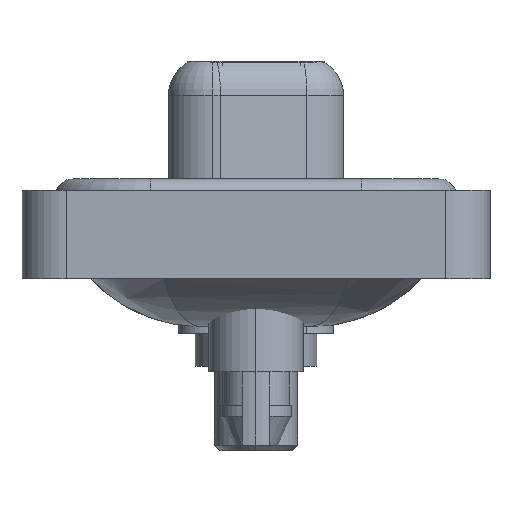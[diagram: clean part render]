
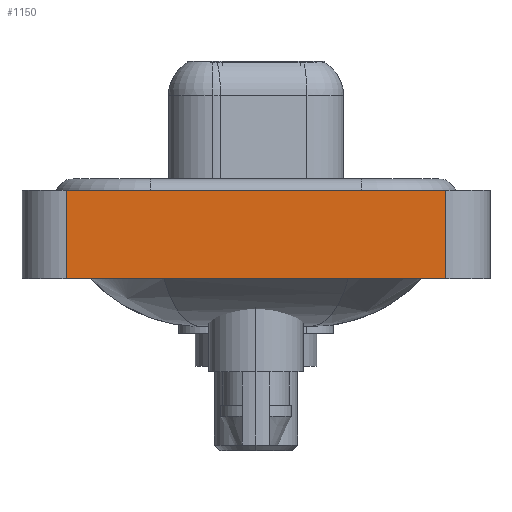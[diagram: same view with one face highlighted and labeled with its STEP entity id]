
A CAD part, left-side view. The second image highlights one B-rep face of the part: STEP entity #1150.
In plain terms, the highlighted planar face has unit normal (-1, 0, 0).
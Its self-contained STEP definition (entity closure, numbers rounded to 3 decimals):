
#738 = VERTEX_POINT ( 'NONE', #8358 ) ;
#769 = VERTEX_POINT ( 'NONE', #8255 ) ;
#1150 = ADVANCED_FACE ( 'NONE', ( #16444 ), #14785, .T. ) ;
#2094 = VECTOR ( 'NONE', #10086, 1000. ) ;
#2525 = ORIENTED_EDGE ( 'NONE', *, *, #16670, .T. ) ;
#2734 = DIRECTION ( 'NONE',  ( 0., 0., 1. ) ) ;
#2848 = VECTOR ( 'NONE', #3405, 1000. ) ;
#3405 = DIRECTION ( 'NONE',  ( 0., -1., 0. ) ) ;
#5065 = LINE ( 'NONE', #11818, #2848 ) ;
#5450 = ORIENTED_EDGE ( 'NONE', *, *, #10730, .T. ) ;
#5684 = VECTOR ( 'NONE', #12710, 1000. ) ;
#5821 = ORIENTED_EDGE ( 'NONE', *, *, #9369, .F. ) ;
#6456 = DIRECTION ( 'NONE',  ( -1., 0., 0. ) ) ;
#6643 = CARTESIAN_POINT ( 'NONE',  ( -7.3, -8.55, -3.6 ) ) ;
#6764 = LINE ( 'NONE', #6643, #2094 ) ;
#7197 = EDGE_LOOP ( 'NONE', ( #5450, #5821, #20272, #2525 ) ) ;
#8255 = CARTESIAN_POINT ( 'NONE',  ( -7.3, -8.55, -3.6 ) ) ;
#8358 = CARTESIAN_POINT ( 'NONE',  ( -7.3, 8.55, -3.6 ) ) ;
#9369 = EDGE_CURVE ( 'NONE', #11910, #15100, #5065, .T. ) ;
#9614 = LINE ( 'NONE', #11388, #21950 ) ;
#10086 = DIRECTION ( 'NONE',  ( 0., -1., 0. ) ) ;
#10717 = EDGE_CURVE ( 'NONE', #738, #11910, #9614, .T. ) ;
#10730 = EDGE_CURVE ( 'NONE', #769, #15100, #18145, .T. ) ;
#11388 = CARTESIAN_POINT ( 'NONE',  ( -7.3, 8.55, -3.6 ) ) ;
#11505 = CARTESIAN_POINT ( 'NONE',  ( -7.3, -8.55, -3.6 ) ) ;
#11818 = CARTESIAN_POINT ( 'NONE',  ( -7.3, -8.55, 0.4 ) ) ;
#11910 = VERTEX_POINT ( 'NONE', #13988 ) ;
#12710 = DIRECTION ( 'NONE',  ( 0., 0., 1. ) ) ;
#13232 = DIRECTION ( 'NONE',  ( 0., 0., 1. ) ) ;
#13988 = CARTESIAN_POINT ( 'NONE',  ( -7.3, 8.55, 0.4 ) ) ;
#14785 = PLANE ( 'NONE',  #21532 ) ;
#15100 = VERTEX_POINT ( 'NONE', #21069 ) ;
#16444 = FACE_OUTER_BOUND ( 'NONE', #7197, .T. ) ;
#16670 = EDGE_CURVE ( 'NONE', #738, #769, #6764, .T. ) ;
#18145 = LINE ( 'NONE', #11505, #5684 ) ;
#20272 = ORIENTED_EDGE ( 'NONE', *, *, #10717, .F. ) ;
#21069 = CARTESIAN_POINT ( 'NONE',  ( -7.3, -8.55, 0.4 ) ) ;
#21532 = AXIS2_PLACEMENT_3D ( 'NONE', #21639, #6456, #13232 ) ;
#21639 = CARTESIAN_POINT ( 'NONE',  ( -7.3, -8.55, -3.6 ) ) ;
#21950 = VECTOR ( 'NONE', #2734, 1000. ) ;
